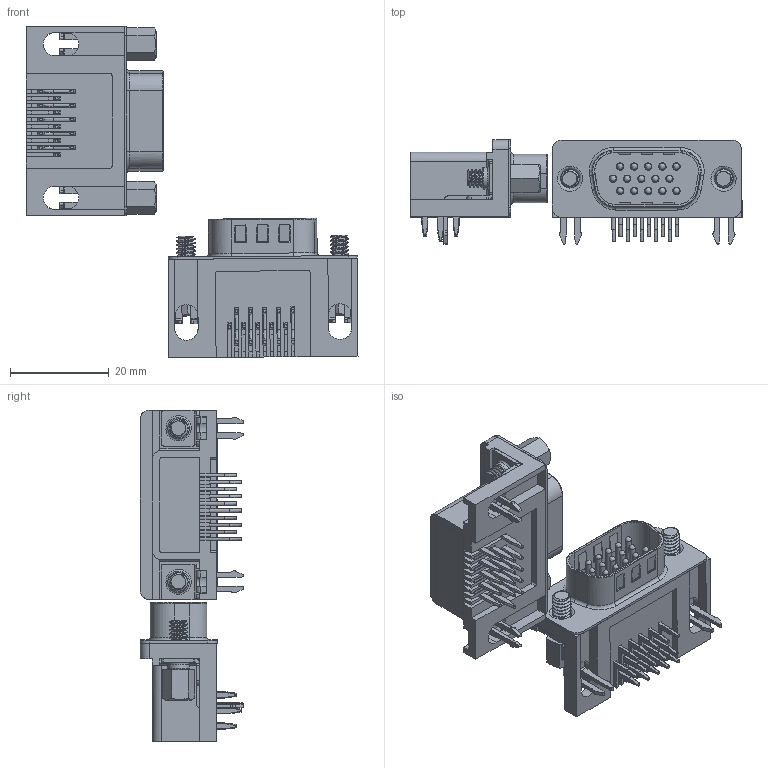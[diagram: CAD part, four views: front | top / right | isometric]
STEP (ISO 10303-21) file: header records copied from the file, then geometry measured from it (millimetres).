
FILE_DESCRIPTION(('FreeCAD Model'),'2;1');
FILE_NAME('Open CASCADE Shape Model','2025-05-05T06:36:58',('FreeCAD'),( 'FreeCAD'),'Open CASCADE STEP processor 7.6','FreeCAD','Unknown');
FILE_SCHEMA(('AUTOMOTIVE_DESIGN { 1 0 10303 214 1 1 1 1 }'));
Products named in the file (1): Open CASCADE STEP translator 7.6 1
Bounding box: 67.14 x 21.03 x 66.98 mm (x, y, z)
Volume: 13062.9 mm3; surface area: 23509.8 mm2
Topology: 44 solids, 44 shells, 1540 faces, 3941 edges, 2510 vertices
Faces by surface type: bspline 1540
Entity records: 70592 total; most frequent: CARTESIAN_POINT 48316, ORIENTED_EDGE 7788, EDGE_CURVE 3894, VERTEX_POINT 2510, B_SPLINE_CURVE_WITH_KNOTS 2334, FACE_BOUND 1704, EDGE_LOOP 1704, ADVANCED_FACE 1540
